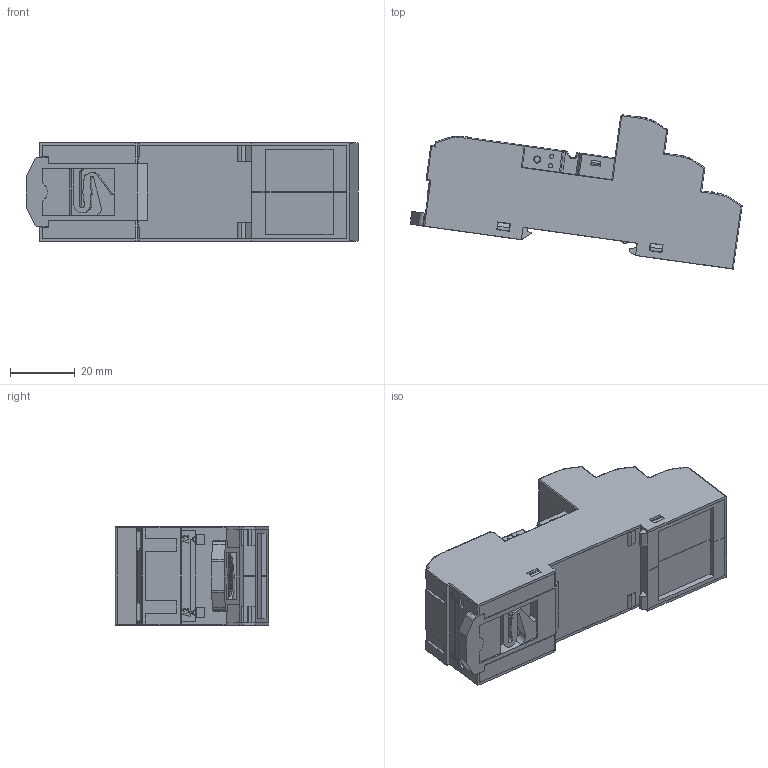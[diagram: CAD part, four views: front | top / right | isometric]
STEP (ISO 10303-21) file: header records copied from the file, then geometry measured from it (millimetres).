
FILE_DESCRIPTION(('STEP AP203'), '1');
FILE_NAME('S4P4', '', ('UNSPECIFIED'), ('UNSPECIFIED'), 'C3D Converter', 'C3D Toolkit', '');
FILE_SCHEMA(('CONFIG_CONTROL_DESIGN'));
Length unit declared in the file: millimetre
Products named in the file (2): S4.P4
Assembly tree (1 placements, depth 2):
  S4.P4
    S4.P4
Bounding box: 102.59 x 47.58 x 30.57 mm (x, y, z)
Volume: 73933.5 mm3; surface area: 38877.6 mm2
Topology: 1 solids, 8 shells, 3677 faces, 11116 edges, 7303 vertices
Faces by surface type: plane 2694, cylinder 791, cone 69, bspline 68, torus 35, sphere 20
Full cylindrical faces by diameter (mm): 1.299 x4, 2.098 x16, 2.1 x14, 2.4 x1, 2.5 x1, 3.796 x1, 4.196 x1
Entity records: 163221 total; most frequent: CARTESIAN_POINT 37606, ORIENTED_EDGE 22120, DIRECTION 17500, EDGE_CURVE 11060, LINE 8528, VECTOR 8528, VERTEX_POINT 7303, AXIS2_PLACEMENT_3D 4486
